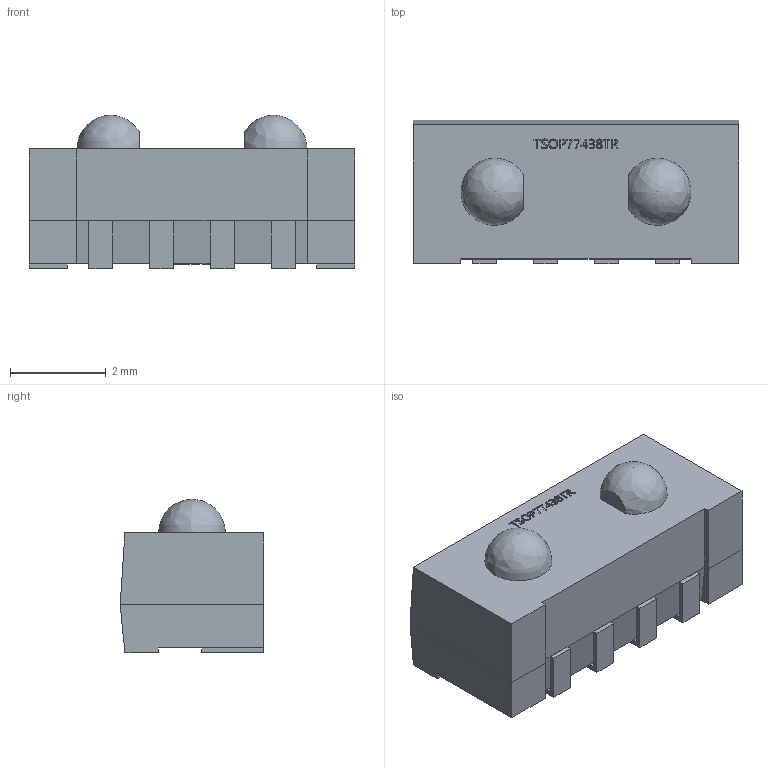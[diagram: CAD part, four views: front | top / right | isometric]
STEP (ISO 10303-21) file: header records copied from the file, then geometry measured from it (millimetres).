
FILE_DESCRIPTION(('Open CASCADE Model'),'2;1');
FILE_NAME('Open CASCADE Shape Model','2025-12-23T19:11:25',('Author'),( 'Open CASCADE'),'Open CASCADE STEP processor 7.9','Open CASCADE 7.9' ,'Unknown');
FILE_SCHEMA(('AUTOMOTIVE_DESIGN { 1 0 10303 214 1 1 1 1 }'));
Length unit declared in the file: millimetre
Products named in the file (1): COMPOUND
Bounding box: 6.8 x 3 x 3.2 mm (x, y, z)
Volume: 48.8 mm3; surface area: 140.5 mm2
Topology: 11 solids, 11 shells, 495 faces, 1311 edges, 874 vertices
Faces by surface type: bspline 495
Entity records: 22751 total; most frequent: CARTESIAN_POINT 11001, ORIENTED_EDGE 2618, EDGE_CURVE 1309, B_SPLINE_CURVE_WITH_KNOTS 1303, VERTEX_POINT 874, FACE_BOUND 537, EDGE_LOOP 537, PRESENTATION_STYLE_ASSIGNMENT 506
